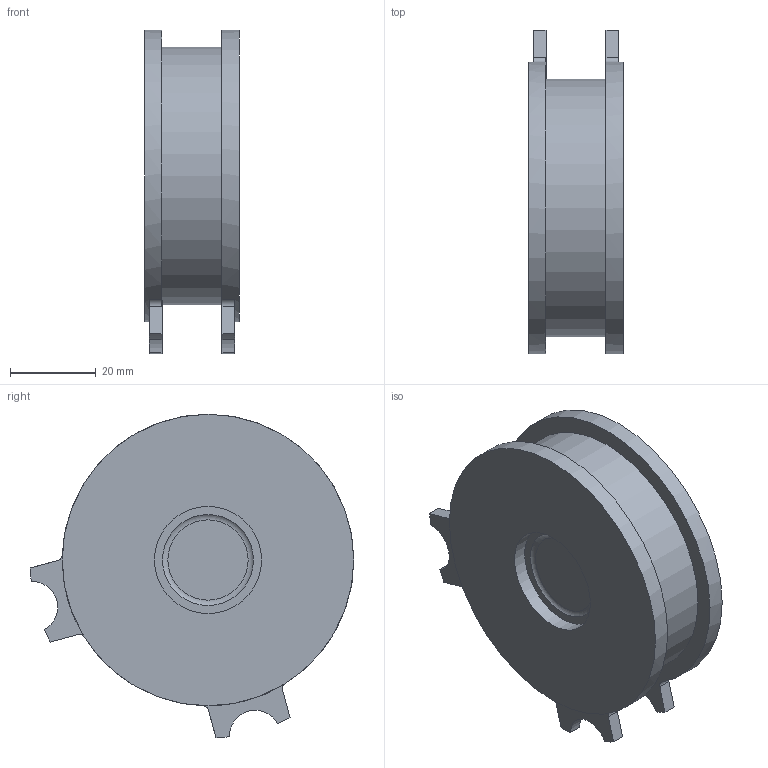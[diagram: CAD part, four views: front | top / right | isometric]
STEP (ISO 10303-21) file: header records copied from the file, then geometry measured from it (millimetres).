
FILE_DESCRIPTION(/* description */ ('Unknown'),/* implementation_level */ '2;1');
FILE_NAME(/* name */ 'WA-001-DN25',/* time_stamp */ '2024-07-23T09:16:28+08:00',/* author */ ('Unknown'),/* organization */ ('Unknown'),/* preprocessor_version */ 'ST-DEVELOPER v16.7',/* originating_system */ 'DEX',/* authorisation */ $);
FILE_SCHEMA (('AUTOMOTIVE_DESIGN {1 0 10303 214 3 1 1}'));
Length unit declared in the file: millimetre
Products named in the file (2): WA-001-DN25
Assembly tree (1 placements, depth 2):
  WA-001-DN25
    WA-001-DN25
Bounding box: 22 x 75.46 x 75.46 mm (x, y, z)
Volume: 30644.3 mm3; surface area: 21665.6 mm2
Topology: 1 solids, 1 shells, 90 faces, 237 edges, 158 vertices
Faces by surface type: plane 45, cylinder 36, torus 5, bspline 2, cone 2
Full cylindrical faces by diameter (mm): 10.044 x1, 17.92 x1, 25 x1, 32.524 x1, 54.084 x1, 60.065 x1, 68 x2
Entity records: 4312 total; most frequent: CARTESIAN_POINT 2010, DIRECTION 494, ORIENTED_EDGE 444, EDGE_CURVE 222, AXIS2_PLACEMENT_3D 194, VERTEX_POINT 155, EDGE_LOOP 119, FACE_BOUND 119
